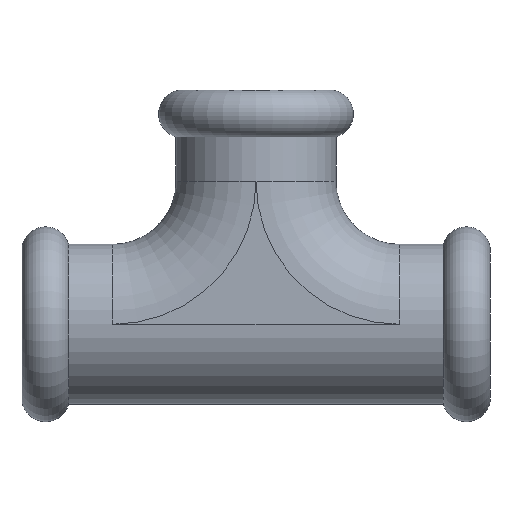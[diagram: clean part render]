
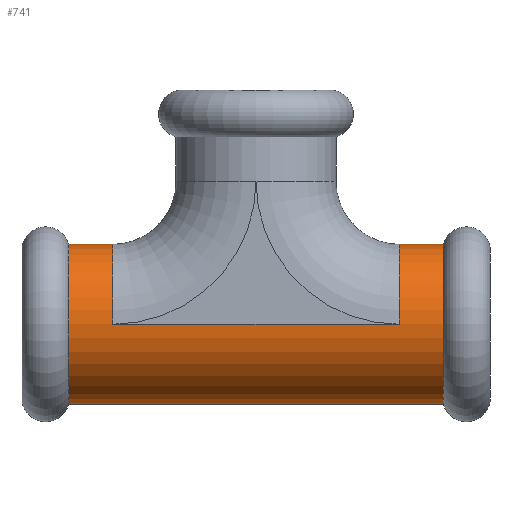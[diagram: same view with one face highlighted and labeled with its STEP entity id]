
A CAD part, front view. The second image highlights one B-rep face of the part: STEP entity #741.
In plain terms, the highlighted cylindrical face has radius 12.65 mm (diameter 25.3 mm), a full revolution.
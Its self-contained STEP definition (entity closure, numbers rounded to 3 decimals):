
#54=LINE('',#1505,#79);
#55=LINE('',#1512,#80);
#56=LINE('',#1514,#81);
#57=LINE('',#1515,#82);
#79=VECTOR('',#1105,10.);
#80=VECTOR('',#1116,10.);
#81=VECTOR('',#1119,12.65);
#82=VECTOR('',#1120,12.65);
#96=CYLINDRICAL_SURFACE('',#874,12.65);
#124=FACE_OUTER_BOUND('',#160,.T.);
#160=EDGE_LOOP('',(#618,#619,#620,#621,#622,#623,#624,#625,#626,#627,#628,
#629,#630,#631));
#171=CIRCLE('',#773,12.65);
#172=CIRCLE('',#774,12.65);
#173=CIRCLE('',#775,12.65);
#205=CIRCLE('',#815,12.65);
#206=CIRCLE('',#816,12.65);
#211=CIRCLE('',#821,12.65);
#230=CIRCLE('',#847,12.65);
#246=CIRCLE('',#871,12.65);
#255=VERTEX_POINT('',#1161);
#256=VERTEX_POINT('',#1162);
#257=VERTEX_POINT('',#1164);
#285=VERTEX_POINT('',#1237);
#286=VERTEX_POINT('',#1238);
#287=VERTEX_POINT('',#1240);
#314=VERTEX_POINT('',#1386);
#315=VERTEX_POINT('',#1387);
#333=VERTEX_POINT('',#1504);
#334=VERTEX_POINT('',#1508);
#338=EDGE_CURVE('',#255,#256,#171,.T.);
#339=EDGE_CURVE('',#257,#255,#172,.T.);
#340=EDGE_CURVE('',#256,#257,#173,.T.);
#376=EDGE_CURVE('',#285,#286,#205,.T.);
#377=EDGE_CURVE('',#286,#287,#206,.T.);
#382=EDGE_CURVE('',#287,#285,#211,.T.);
#412=EDGE_CURVE('',#314,#315,#230,.T.);
#441=EDGE_CURVE('',#333,#314,#54,.T.);
#443=EDGE_CURVE('',#333,#334,#246,.T.);
#445=EDGE_CURVE('',#334,#315,#55,.T.);
#446=EDGE_CURVE('',#286,#315,#56,.T.);
#447=EDGE_CURVE('',#334,#257,#57,.T.);
#618=ORIENTED_EDGE('',*,*,#376,.F.);
#619=ORIENTED_EDGE('',*,*,#382,.F.);
#620=ORIENTED_EDGE('',*,*,#377,.F.);
#621=ORIENTED_EDGE('',*,*,#446,.T.);
#622=ORIENTED_EDGE('',*,*,#445,.F.);
#623=ORIENTED_EDGE('',*,*,#447,.T.);
#624=ORIENTED_EDGE('',*,*,#339,.T.);
#625=ORIENTED_EDGE('',*,*,#338,.T.);
#626=ORIENTED_EDGE('',*,*,#340,.T.);
#627=ORIENTED_EDGE('',*,*,#447,.F.);
#628=ORIENTED_EDGE('',*,*,#443,.F.);
#629=ORIENTED_EDGE('',*,*,#441,.T.);
#630=ORIENTED_EDGE('',*,*,#412,.T.);
#631=ORIENTED_EDGE('',*,*,#446,.F.);
#741=ADVANCED_FACE('',(#124),#96,.T.);
#773=AXIS2_PLACEMENT_3D('',#1163,#896,#897);
#774=AXIS2_PLACEMENT_3D('',#1165,#898,#899);
#775=AXIS2_PLACEMENT_3D('',#1166,#900,#901);
#815=AXIS2_PLACEMENT_3D('',#1239,#984,#985);
#816=AXIS2_PLACEMENT_3D('',#1241,#986,#987);
#821=AXIS2_PLACEMENT_3D('',#1249,#996,#997);
#847=AXIS2_PLACEMENT_3D('',#1388,#1052,#1053);
#871=AXIS2_PLACEMENT_3D('',#1509,#1110,#1111);
#874=AXIS2_PLACEMENT_3D('',#1513,#1117,#1118);
#896=DIRECTION('center_axis',(1.,0.,0.));
#897=DIRECTION('ref_axis',(0.,1.,0.));
#898=DIRECTION('center_axis',(1.,0.,0.));
#899=DIRECTION('ref_axis',(0.,1.,0.));
#900=DIRECTION('center_axis',(1.,0.,0.));
#901=DIRECTION('ref_axis',(0.,1.,0.));
#984=DIRECTION('center_axis',(1.,0.,0.));
#985=DIRECTION('ref_axis',(0.,1.,0.));
#986=DIRECTION('center_axis',(1.,0.,0.));
#987=DIRECTION('ref_axis',(0.,1.,0.));
#996=DIRECTION('center_axis',(1.,0.,0.));
#997=DIRECTION('ref_axis',(0.,1.,0.));
#1052=DIRECTION('center_axis',(1.,0.,0.));
#1053=DIRECTION('ref_axis',(0.,0.,-1.));
#1105=DIRECTION('',(1.,0.,0.));
#1110=DIRECTION('center_axis',(1.,0.,0.));
#1111=DIRECTION('ref_axis',(0.,0.,-1.));
#1116=DIRECTION('',(1.,0.,0.));
#1117=DIRECTION('center_axis',(1.,0.,0.));
#1118=DIRECTION('ref_axis',(0.,1.,0.));
#1119=DIRECTION('',(-1.,0.,0.));
#1120=DIRECTION('',(-1.,0.,0.));
#1161=CARTESIAN_POINT('',(-29.639,12.65,0.));
#1162=CARTESIAN_POINT('',(-29.639,0.,12.65));
#1163=CARTESIAN_POINT('Origin',(-29.639,0.,0.));
#1164=CARTESIAN_POINT('',(-29.639,-12.65,0.));
#1165=CARTESIAN_POINT('Origin',(-29.639,0.,0.));
#1166=CARTESIAN_POINT('Origin',(-29.639,0.,0.));
#1237=CARTESIAN_POINT('',(29.639,12.65,0.));
#1238=CARTESIAN_POINT('',(29.639,-12.65,0.));
#1239=CARTESIAN_POINT('Origin',(29.639,0.,0.));
#1240=CARTESIAN_POINT('',(29.639,0.,-12.65));
#1241=CARTESIAN_POINT('Origin',(29.639,0.,0.));
#1249=CARTESIAN_POINT('Origin',(29.639,0.,0.));
#1386=CARTESIAN_POINT('',(22.65,12.65,0.));
#1387=CARTESIAN_POINT('',(22.65,-12.65,0.));
#1388=CARTESIAN_POINT('Origin',(22.65,0.,0.));
#1504=CARTESIAN_POINT('',(-22.65,12.65,0.));
#1505=CARTESIAN_POINT('',(22.819,12.65,0.));
#1508=CARTESIAN_POINT('',(-22.65,-12.65,0.));
#1509=CARTESIAN_POINT('Origin',(-22.65,0.,0.));
#1512=CARTESIAN_POINT('',(22.819,-12.65,0.));
#1513=CARTESIAN_POINT('Origin',(22.819,0.,0.));
#1514=CARTESIAN_POINT('',(22.819,-12.65,0.));
#1515=CARTESIAN_POINT('',(22.819,-12.65,0.));
